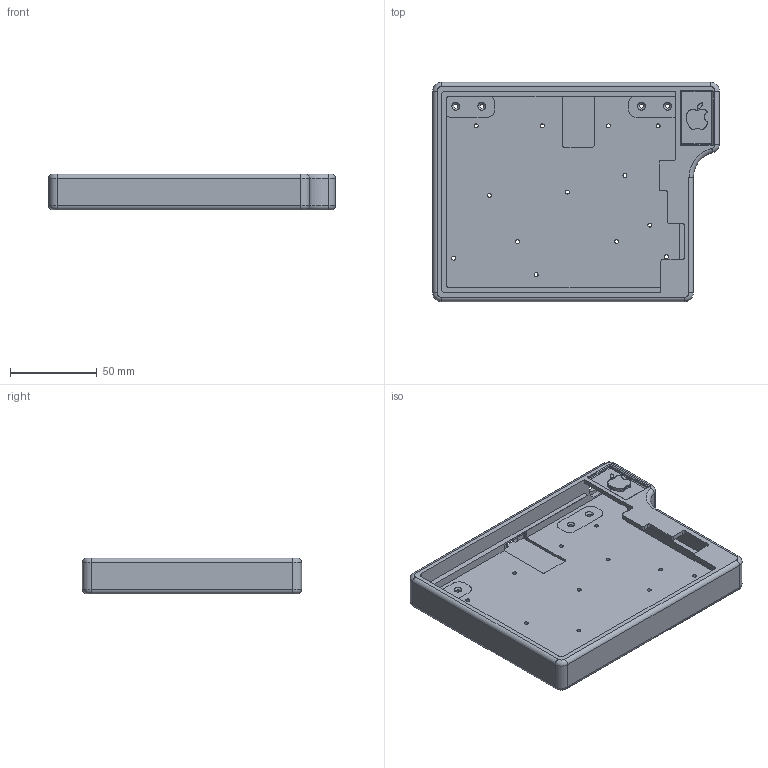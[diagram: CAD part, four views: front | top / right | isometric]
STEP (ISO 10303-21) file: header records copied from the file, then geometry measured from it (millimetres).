
FILE_DESCRIPTION(('HOOPS Exchange Step'),'2;1');
FILE_NAME('temp_export','2024-12-17T05:20:44+01:00',('juanj'),('Shapr3D Limited'),'HOOPS Exchange 2024.6','Shapr3D','Authorized');
FILE_SCHEMA( ('AP242_MANAGED_MODEL_BASED_3D_ENGINEERING_MIM_LF {1 0 10303 442 1 1 4 }') );
Length unit declared in the file: millimetre
Products named in the file (1): Case Izquierda
Bounding box: 165.11 x 126.3 x 20.6 mm (x, y, z)
Volume: 109977 mm3; surface area: 64479 mm2
Topology: 1 solids, 1 shells, 277 faces, 799 edges, 526 vertices
Faces by surface type: cylinder 177, plane 61, cone 16, torus 12, bspline 8, sphere 3
Full cylindrical faces by diameter (mm): 2.3 x13, 8.5 x1, 12.5 x1
Entity records: 10866 total; most frequent: CARTESIAN_POINT 3169, DIRECTION 1720, ORIENTED_EDGE 1592, EDGE_CURVE 796, AXIS2_PLACEMENT_3D 683, VERTEX_POINT 526, CIRCLE 399, VECTOR 354
